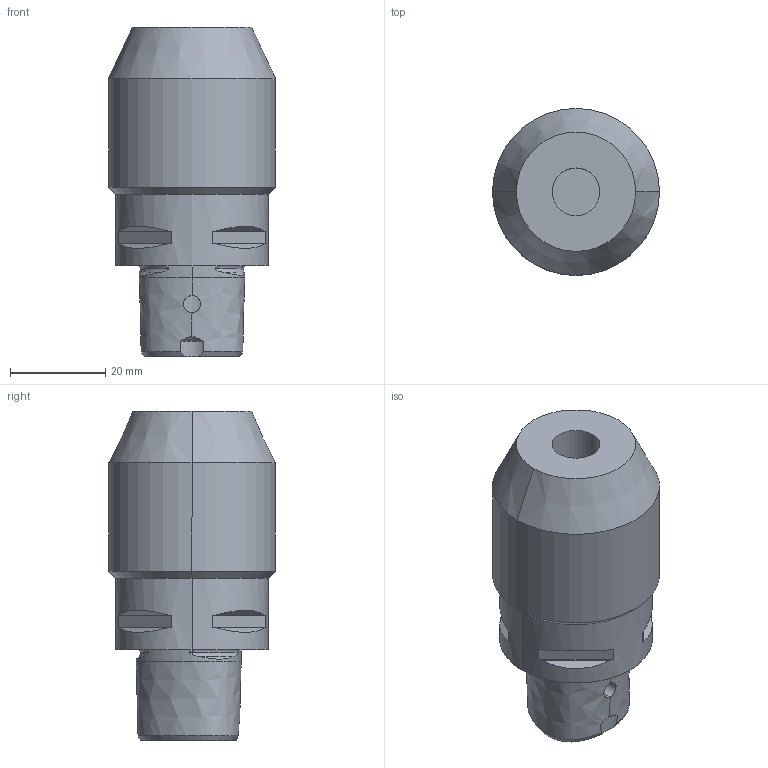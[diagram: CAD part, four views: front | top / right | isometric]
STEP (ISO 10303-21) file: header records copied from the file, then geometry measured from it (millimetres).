
FILE_DESCRIPTION (( 'STEP AP203' ), '1' );
FILE_NAME ('STP-140.653.10.050.STEP', '2020-05-27T00:17:16', ( '' ), ( '' ), 'SwSTEP 2.0', 'SolidWorks 2017', '' );
FILE_SCHEMA (( 'CONFIG_CONTROL_DESIGN' ));
Length unit declared in the file: millimetre
Products named in the file (1): STP-140.653.10.050
Bounding box: 35 x 35 x 69 mm (x, y, z)
Volume: 42839.3 mm3; surface area: 10204.1 mm2
Topology: 1 solids, 1 shells, 82 faces, 192 edges, 117 vertices
Faces by surface type: plane 28, cone 18, cylinder 17, torus 13, bspline 6
Entity records: 4483 total; most frequent: CARTESIAN_POINT 2605, ORIENTED_EDGE 380, DIRECTION 370, EDGE_CURVE 190, AXIS2_PLACEMENT_3D 158, VERTEX_POINT 117, EDGE_LOOP 91, ADVANCED_FACE 82
